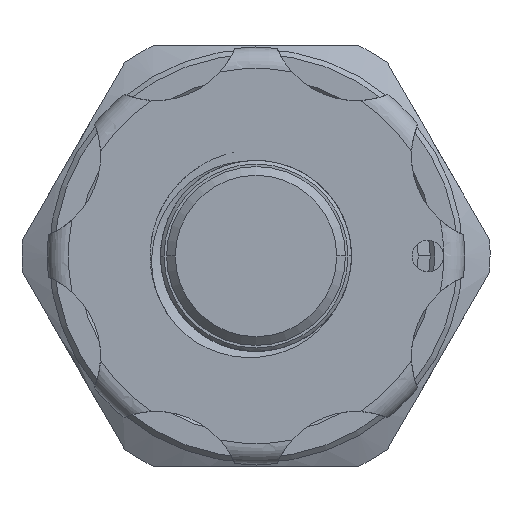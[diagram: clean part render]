
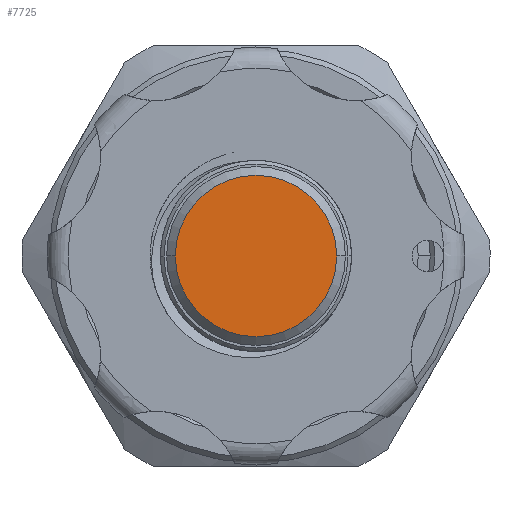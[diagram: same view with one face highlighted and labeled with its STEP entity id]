
A CAD part, left-side view. The second image highlights one B-rep face of the part: STEP entity #7725.
In plain terms, the highlighted planar face has unit normal (-1, 0, 0).
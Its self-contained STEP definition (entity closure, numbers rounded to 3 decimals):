
#3048 = CARTESIAN_POINT ( 'NONE',  ( -53.854, 0., -5.1 ) ) ;
#3049 = PLANE ( 'NONE',  #9129 ) ;
#3053 = DIRECTION ( 'NONE',  ( 1., 0., 0. ) ) ;
#3054 = DIRECTION ( 'NONE',  ( 0., -1., 0. ) ) ;
#3416 = CARTESIAN_POINT ( 'NONE',  ( -53.854, 0., 0. ) ) ;
#3417 = DIRECTION ( 'NONE',  ( -1., 0., 0. ) ) ;
#3418 = DIRECTION ( 'NONE',  ( 0., -1., 0. ) ) ;
#4287 = CIRCLE ( 'NONE', #9351, 4.6 ) ;
#5603 = CARTESIAN_POINT ( 'NONE',  ( -53.854, 0., 0. ) ) ;
#5604 = DIRECTION ( 'NONE',  ( -1., 0., 0. ) ) ;
#5605 = DIRECTION ( 'NONE',  ( 0., -1., 0. ) ) ;
#7335 = CARTESIAN_POINT ( 'NONE',  ( -53.854, -4.6, 0. ) ) ;
#7338 = CARTESIAN_POINT ( 'NONE',  ( -53.854, 4.6, 0. ) ) ;
#7725 = ADVANCED_FACE ( 'NONE', ( #10413 ), #3049, .F. ) ;
#7927 = EDGE_CURVE ( 'NONE', #9677, #9674, #10589, .T. ) ;
#8396 = EDGE_CURVE ( 'NONE', #9674, #9677, #4287, .T. ) ;
#8465 = ORIENTED_EDGE ( 'NONE', *, *, #8396, .T. ) ;
#8522 = ORIENTED_EDGE ( 'NONE', *, *, #7927, .T. ) ;
#9129 = AXIS2_PLACEMENT_3D ( 'NONE', #3048, #3053, #3054 ) ;
#9217 = AXIS2_PLACEMENT_3D ( 'NONE', #3416, #3417, #3418 ) ;
#9351 = AXIS2_PLACEMENT_3D ( 'NONE', #5603, #5604, #5605 ) ;
#9674 = VERTEX_POINT ( 'NONE', #7335 ) ;
#9677 = VERTEX_POINT ( 'NONE', #7338 ) ;
#10060 = EDGE_LOOP ( 'NONE', ( #8465, #8522 ) ) ;
#10413 = FACE_OUTER_BOUND ( 'NONE', #10060, .T. ) ;
#10589 = CIRCLE ( 'NONE', #9217, 4.6 ) ;
